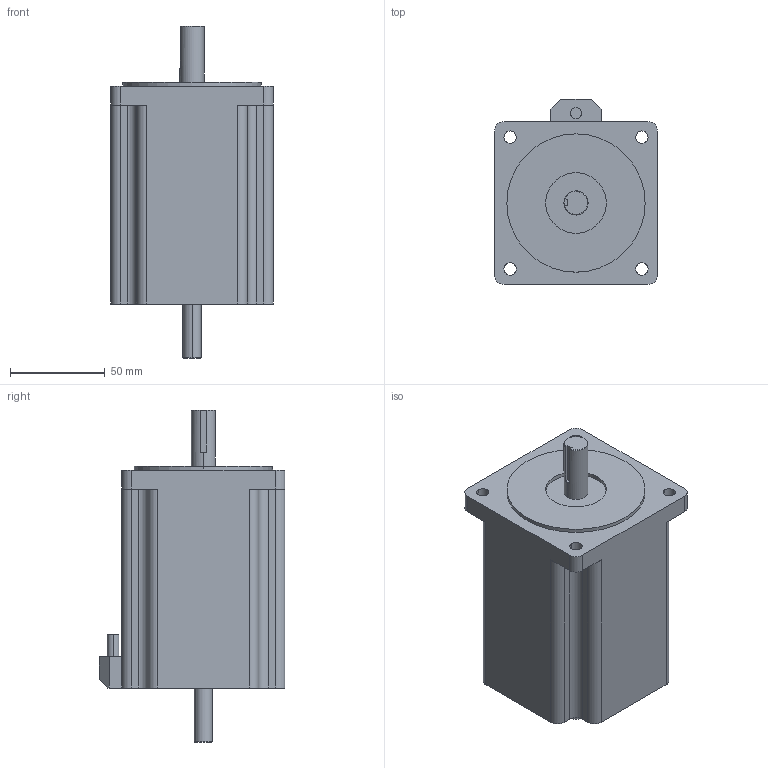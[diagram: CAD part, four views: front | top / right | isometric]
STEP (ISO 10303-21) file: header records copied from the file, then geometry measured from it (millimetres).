
FILE_DESCRIPTION (( 'STEP AP214' ), '1' );
FILE_NAME ('STP-MTRAC-34115D from HT34-696D_117mm r1.STEP', '2019-08-20T17:20:24', ( '' ), ( '' ), 'SwSTEP 2.0', 'SolidWorks 2017', '' );
FILE_SCHEMA (( 'AUTOMOTIVE_DESIGN' ));
Length unit declared in the file: inch
Products named in the file (1): STP-MTRAC-34115D from HT34-696D_117mm r1
Bounding box: 86 x 98 x 175.25 mm (x, y, z)
Volume: 784246.5 mm3; surface area: 56200.7 mm2
Topology: 1 solids, 1 shells, 88 faces, 228 edges, 152 vertices
Faces by surface type: cylinder 44, plane 39, cone 5
Entity records: 2789 total; most frequent: DIRECTION 503, CARTESIAN_POINT 475, ORIENTED_EDGE 456, EDGE_CURVE 228, AXIS2_PLACEMENT_3D 188, VERTEX_POINT 152, VECTOR 127, LINE 127
